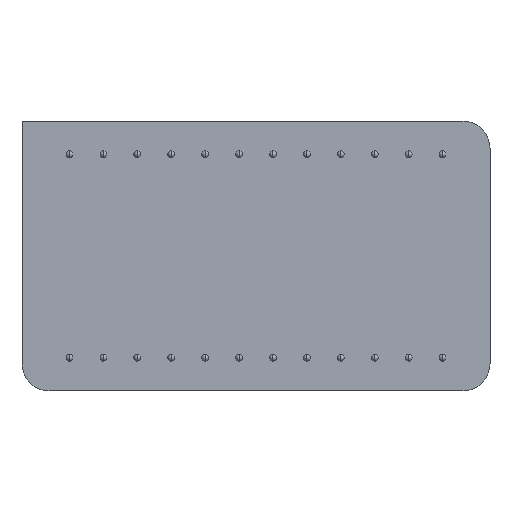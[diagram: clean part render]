
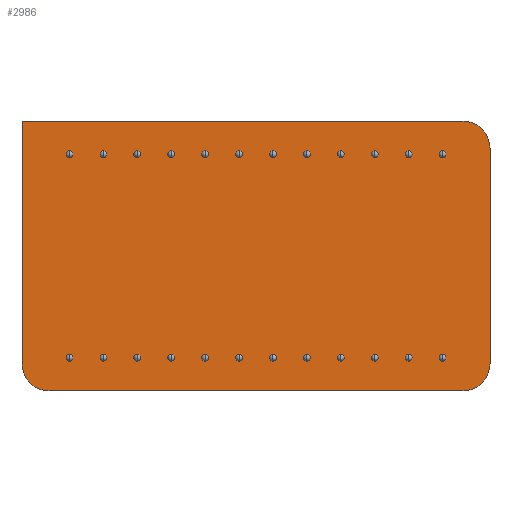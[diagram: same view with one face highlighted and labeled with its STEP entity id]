
A CAD part, front view. The second image highlights one B-rep face of the part: STEP entity #2986.
In plain terms, the highlighted planar face has unit normal (0, -1, 0).
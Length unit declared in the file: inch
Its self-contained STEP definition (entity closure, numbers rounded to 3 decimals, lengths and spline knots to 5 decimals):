
#120 = EDGE_CURVE ( 'NONE', #3049, #557, #3081, .T. ) ;
#121 = AXIS2_PLACEMENT_3D ( 'NONE', #279, #1301, #3657 ) ;
#126 = AXIS2_PLACEMENT_3D ( 'NONE', #1588, #278, #4319 ) ;
#261 = VECTOR ( 'NONE', #1533, 39.37008 ) ;
#276 = CARTESIAN_POINT ( 'NONE',  ( 0.61, 0., 0.3975 ) ) ;
#278 = DIRECTION ( 'NONE',  ( 0., -1., 0. ) ) ;
#279 = CARTESIAN_POINT ( 'NONE',  ( 0.61, 0., -0.3175 ) ) ;
#323 = CARTESIAN_POINT ( 'NONE',  ( 0.61, 0., 0.3175 ) ) ;
#346 = CARTESIAN_POINT ( 'NONE',  ( -0.61, 0., -0.3975 ) ) ;
#398 = PLANE ( 'NONE',  #3913 ) ;
#450 = EDGE_CURVE ( 'NONE', #3049, #1964, #3963, .T. ) ;
#557 = VERTEX_POINT ( 'NONE', #276 ) ;
#584 = VECTOR ( 'NONE', #1190, 39.37008 ) ;
#589 = ORIENTED_EDGE ( 'NONE', *, *, #450, .F. ) ;
#684 = CARTESIAN_POINT ( 'NONE',  ( 0., 0., 0. ) ) ;
#827 = CARTESIAN_POINT ( 'NONE',  ( -0.69, 0., -0.3975 ) ) ;
#951 = AXIS2_PLACEMENT_3D ( 'NONE', #323, #4335, #3672 ) ;
#1073 = CARTESIAN_POINT ( 'NONE',  ( 0.69, 0., -0.3175 ) ) ;
#1081 = ORIENTED_EDGE ( 'NONE', *, *, #120, .T. ) ;
#1190 = DIRECTION ( 'NONE',  ( 1., 0., 0. ) ) ;
#1301 = DIRECTION ( 'NONE',  ( 0., -1., 0. ) ) ;
#1350 = ORIENTED_EDGE ( 'NONE', *, *, #2650, .F. ) ;
#1382 = CIRCLE ( 'NONE', #121, 0.08 ) ;
#1482 = LINE ( 'NONE', #2498, #584 ) ;
#1533 = DIRECTION ( 'NONE',  ( 0., 0., -1. ) ) ;
#1588 = CARTESIAN_POINT ( 'NONE',  ( -0.61, 0., -0.3175 ) ) ;
#1797 = LINE ( 'NONE', #2495, #1905 ) ;
#1828 = DIRECTION ( 'NONE',  ( -1., 0., 0. ) ) ;
#1840 = CARTESIAN_POINT ( 'NONE',  ( 0.69, 0., 0.3975 ) ) ;
#1905 = VECTOR ( 'NONE', #2832, 39.37008 ) ;
#1964 = VERTEX_POINT ( 'NONE', #1073 ) ;
#2043 = DIRECTION ( 'NONE',  ( 0., -1., 0. ) ) ;
#2054 = LINE ( 'NONE', #827, #3595 ) ;
#2080 = VERTEX_POINT ( 'NONE', #3934 ) ;
#2112 = CARTESIAN_POINT ( 'NONE',  ( 0.69, 0., 0.3175 ) ) ;
#2495 = CARTESIAN_POINT ( 'NONE',  ( -0.69, 0., 0.3975 ) ) ;
#2498 = CARTESIAN_POINT ( 'NONE',  ( -0.69, 0., 0.3975 ) ) ;
#2650 = EDGE_CURVE ( 'NONE', #2080, #3314, #2054, .T. ) ;
#2675 = EDGE_CURVE ( 'NONE', #4216, #3830, #1797, .T. ) ;
#2734 = DIRECTION ( 'NONE',  ( 0., 0., -1. ) ) ;
#2830 = EDGE_LOOP ( 'NONE', ( #1350, #3888, #589, #1081, #4342, #2845, #3158 ) ) ;
#2832 = DIRECTION ( 'NONE',  ( 0., 0., 1. ) ) ;
#2845 = ORIENTED_EDGE ( 'NONE', *, *, #2675, .F. ) ;
#2986 = ADVANCED_FACE ( 'NONE', ( #4280 ), #398, .T. ) ;
#3049 = VERTEX_POINT ( 'NONE', #2112 ) ;
#3081 = CIRCLE ( 'NONE', #951, 0.08 ) ;
#3144 = CARTESIAN_POINT ( 'NONE',  ( -0.69, 0., -0.3175 ) ) ;
#3155 = CARTESIAN_POINT ( 'NONE',  ( -0.69, 0., 0.3975 ) ) ;
#3158 = ORIENTED_EDGE ( 'NONE', *, *, #3875, .T. ) ;
#3190 = EDGE_CURVE ( 'NONE', #2080, #1964, #1382, .T. ) ;
#3314 = VERTEX_POINT ( 'NONE', #346 ) ;
#3431 = CIRCLE ( 'NONE', #126, 0.08 ) ;
#3595 = VECTOR ( 'NONE', #1828, 39.37008 ) ;
#3657 = DIRECTION ( 'NONE',  ( 0., 0., -1. ) ) ;
#3672 = DIRECTION ( 'NONE',  ( 0., 0., -1. ) ) ;
#3830 = VERTEX_POINT ( 'NONE', #3155 ) ;
#3875 = EDGE_CURVE ( 'NONE', #4216, #3314, #3431, .T. ) ;
#3888 = ORIENTED_EDGE ( 'NONE', *, *, #3190, .T. ) ;
#3913 = AXIS2_PLACEMENT_3D ( 'NONE', #684, #2043, #2734 ) ;
#3934 = CARTESIAN_POINT ( 'NONE',  ( 0.61, 0., -0.3975 ) ) ;
#3963 = LINE ( 'NONE', #1840, #261 ) ;
#4170 = EDGE_CURVE ( 'NONE', #3830, #557, #1482, .T. ) ;
#4216 = VERTEX_POINT ( 'NONE', #3144 ) ;
#4280 = FACE_OUTER_BOUND ( 'NONE', #2830, .T. ) ;
#4319 = DIRECTION ( 'NONE',  ( 0., 0., -1. ) ) ;
#4335 = DIRECTION ( 'NONE',  ( 0., -1., 0. ) ) ;
#4342 = ORIENTED_EDGE ( 'NONE', *, *, #4170, .F. ) ;
